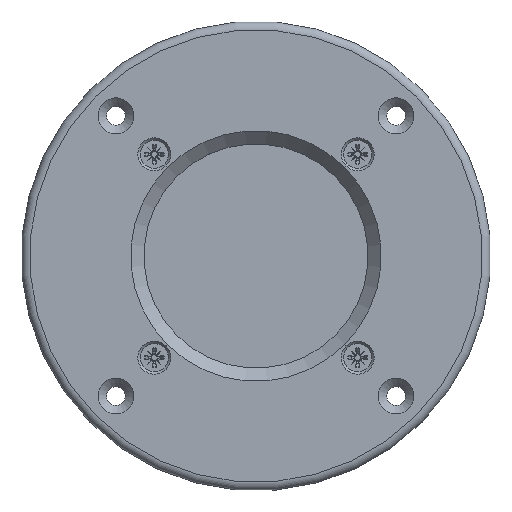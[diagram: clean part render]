
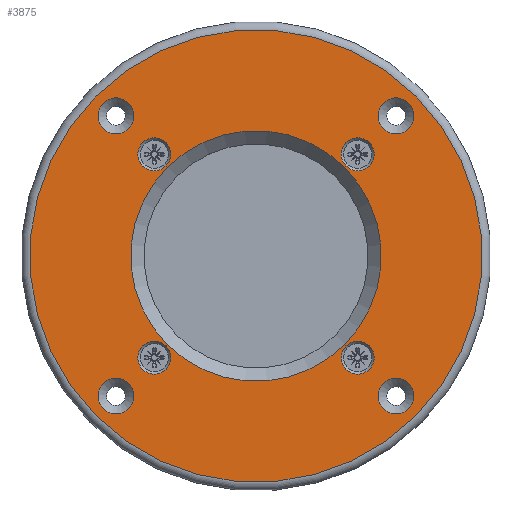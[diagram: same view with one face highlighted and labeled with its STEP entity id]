
A CAD part, top view. The second image highlights one B-rep face of the part: STEP entity #3875.
In plain terms, the highlighted face is planar.
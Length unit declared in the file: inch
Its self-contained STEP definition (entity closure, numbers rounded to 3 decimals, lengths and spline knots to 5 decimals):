
#329=FACE_BOUND('',#1204,.T.);
#330=FACE_BOUND('',#1205,.T.);
#331=FACE_BOUND('',#1206,.T.);
#332=FACE_BOUND('',#1207,.T.);
#333=FACE_BOUND('',#1208,.T.);
#334=FACE_BOUND('',#1209,.T.);
#335=FACE_BOUND('',#1210,.T.);
#336=FACE_BOUND('',#1211,.T.);
#337=FACE_BOUND('',#1212,.T.);
#582=CIRCLE('',#4458,1.57386);
#586=CIRCLE('',#4464,0.87173);
#587=CIRCLE('',#4465,0.115);
#588=CIRCLE('',#4466,0.115);
#589=CIRCLE('',#4467,0.115);
#590=CIRCLE('',#4468,0.115);
#591=CIRCLE('',#4469,0.125);
#592=CIRCLE('',#4470,0.125);
#593=CIRCLE('',#4471,0.125);
#594=CIRCLE('',#4472,0.125);
#902=FACE_OUTER_BOUND('',#1203,.T.);
#1203=EDGE_LOOP('',(#3338));
#1204=EDGE_LOOP('',(#3339));
#1205=EDGE_LOOP('',(#3340));
#1206=EDGE_LOOP('',(#3341));
#1207=EDGE_LOOP('',(#3342));
#1208=EDGE_LOOP('',(#3343));
#1209=EDGE_LOOP('',(#3344));
#1210=EDGE_LOOP('',(#3345));
#1211=EDGE_LOOP('',(#3346));
#1212=EDGE_LOOP('',(#3347));
#1905=VERTEX_POINT('',#7696);
#1908=VERTEX_POINT('',#7706);
#1909=VERTEX_POINT('',#7708);
#1910=VERTEX_POINT('',#7710);
#1911=VERTEX_POINT('',#7712);
#1912=VERTEX_POINT('',#7714);
#1913=VERTEX_POINT('',#7716);
#1914=VERTEX_POINT('',#7718);
#1915=VERTEX_POINT('',#7720);
#1916=VERTEX_POINT('',#7722);
#2395=EDGE_CURVE('',#1905,#1905,#582,.T.);
#2400=EDGE_CURVE('',#1908,#1908,#586,.T.);
#2401=EDGE_CURVE('',#1909,#1909,#587,.T.);
#2402=EDGE_CURVE('',#1910,#1910,#588,.T.);
#2403=EDGE_CURVE('',#1911,#1911,#589,.T.);
#2404=EDGE_CURVE('',#1912,#1912,#590,.T.);
#2405=EDGE_CURVE('',#1913,#1913,#591,.T.);
#2406=EDGE_CURVE('',#1914,#1914,#592,.T.);
#2407=EDGE_CURVE('',#1915,#1915,#593,.T.);
#2408=EDGE_CURVE('',#1916,#1916,#594,.T.);
#3338=ORIENTED_EDGE('',*,*,#2395,.F.);
#3339=ORIENTED_EDGE('',*,*,#2400,.T.);
#3340=ORIENTED_EDGE('',*,*,#2401,.T.);
#3341=ORIENTED_EDGE('',*,*,#2402,.T.);
#3342=ORIENTED_EDGE('',*,*,#2403,.T.);
#3343=ORIENTED_EDGE('',*,*,#2404,.T.);
#3344=ORIENTED_EDGE('',*,*,#2405,.T.);
#3345=ORIENTED_EDGE('',*,*,#2406,.T.);
#3346=ORIENTED_EDGE('',*,*,#2407,.T.);
#3347=ORIENTED_EDGE('',*,*,#2408,.T.);
#3680=PLANE('',#4463);
#3875=ADVANCED_FACE('',(#902,#329,#330,#331,#332,#333,#334,#335,#336,#337),
#3680,.T.);
#4458=AXIS2_PLACEMENT_3D('',#7697,#5540,#5541);
#4463=AXIS2_PLACEMENT_3D('',#7705,#5551,#5552);
#4464=AXIS2_PLACEMENT_3D('',#7707,#5553,#5554);
#4465=AXIS2_PLACEMENT_3D('',#7709,#5555,#5556);
#4466=AXIS2_PLACEMENT_3D('',#7711,#5557,#5558);
#4467=AXIS2_PLACEMENT_3D('',#7713,#5559,#5560);
#4468=AXIS2_PLACEMENT_3D('',#7715,#5561,#5562);
#4469=AXIS2_PLACEMENT_3D('',#7717,#5563,#5564);
#4470=AXIS2_PLACEMENT_3D('',#7719,#5565,#5566);
#4471=AXIS2_PLACEMENT_3D('',#7721,#5567,#5568);
#4472=AXIS2_PLACEMENT_3D('',#7723,#5569,#5570);
#5540=DIRECTION('center_axis',(-1.,0.,0.));
#5541=DIRECTION('ref_axis',(0.,0.,1.));
#5551=DIRECTION('center_axis',(1.,0.,0.));
#5552=DIRECTION('ref_axis',(0.,0.,-1.));
#5553=DIRECTION('center_axis',(-1.,0.,0.));
#5554=DIRECTION('ref_axis',(0.,0.,1.));
#5555=DIRECTION('center_axis',(-1.,0.,0.));
#5556=DIRECTION('ref_axis',(0.,0.,-1.));
#5557=DIRECTION('center_axis',(-1.,0.,0.));
#5558=DIRECTION('ref_axis',(0.,-1.,0.));
#5559=DIRECTION('center_axis',(-1.,0.,0.));
#5560=DIRECTION('ref_axis',(0.,0.,1.));
#5561=DIRECTION('center_axis',(-1.,0.,0.));
#5562=DIRECTION('ref_axis',(0.,1.,0.));
#5563=DIRECTION('center_axis',(-1.,0.,0.));
#5564=DIRECTION('ref_axis',(0.,0.,-1.));
#5565=DIRECTION('center_axis',(-1.,0.,0.));
#5566=DIRECTION('ref_axis',(0.,-1.,0.));
#5567=DIRECTION('center_axis',(-1.,0.,0.));
#5568=DIRECTION('ref_axis',(0.,0.,1.));
#5569=DIRECTION('center_axis',(-1.,0.,0.));
#5570=DIRECTION('ref_axis',(0.,1.,0.));
#7696=CARTESIAN_POINT('',(0.14173,0.,1.57386));
#7697=CARTESIAN_POINT('Origin',(0.14173,0.,0.));
#7705=CARTESIAN_POINT('Origin',(0.14173,0.,1.24016));
#7706=CARTESIAN_POINT('',(0.14173,0.,-0.87173));
#7707=CARTESIAN_POINT('Origin',(0.14173,0.,0.));
#7708=CARTESIAN_POINT('',(0.14173,0.,1.115));
#7709=CARTESIAN_POINT('Origin',(0.14173,0.,
1.));
#7710=CARTESIAN_POINT('',(0.14173,1.115,0.));
#7711=CARTESIAN_POINT('Origin',(0.14173,1.,0.));
#7712=CARTESIAN_POINT('',(0.14173,0.,-1.115));
#7713=CARTESIAN_POINT('Origin',(0.14173,0.,
-1.));
#7714=CARTESIAN_POINT('',(0.14173,-1.115,0.));
#7715=CARTESIAN_POINT('Origin',(0.14173,-1.,0.));
#7716=CARTESIAN_POINT('',(0.14173,1.37795,0.125));
#7717=CARTESIAN_POINT('Origin',(0.14173,1.37795,0.));
#7718=CARTESIAN_POINT('',(0.14173,0.125,-1.37795));
#7719=CARTESIAN_POINT('Origin',(0.14173,0.,-1.37795));
#7720=CARTESIAN_POINT('',(0.14173,-1.37795,-0.125));
#7721=CARTESIAN_POINT('Origin',(0.14173,-1.37795,0.));
#7722=CARTESIAN_POINT('',(0.14173,-0.125,1.37795));
#7723=CARTESIAN_POINT('Origin',(0.14173,0.,
1.37795));
